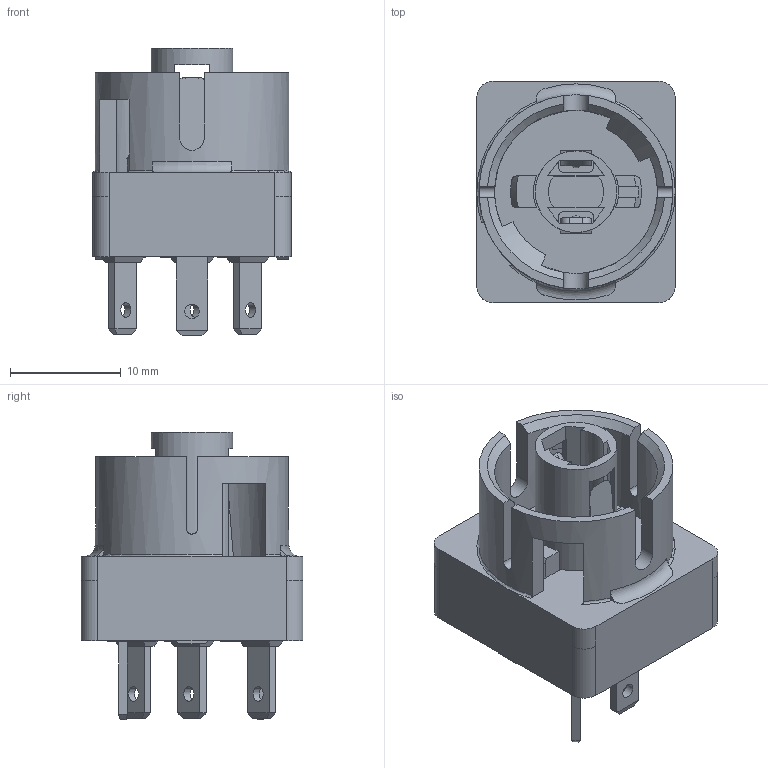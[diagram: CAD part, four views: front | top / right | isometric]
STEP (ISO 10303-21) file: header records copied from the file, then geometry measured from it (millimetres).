
FILE_DESCRIPTION(/* description */ (''),/* implementation_level */ '2;1');
FILE_NAME(/* name */ 'CTLF.stp',/* time_stamp */ '2016-04-13T12:37:33+02:00',/* author */ ('mharscher'),/* organization */ (''),/* preprocessor_version */ 'ST-DEVELOPER v15.2',/* originating_system */ 'Autodesk Inventor 2014',/* authorisation */ '');
FILE_SCHEMA (('CONFIG_CONTROL_DESIGN'));
Length unit declared in the file: centimetre
Products named in the file (1): CTLF_ipt
Bounding box: 17.9 x 20 x 25.95 mm (x, y, z)
Volume: 3495 mm3; surface area: 2921.4 mm2
Topology: 1 solids, 1 shells, 374 faces, 1021 edges, 674 vertices
Faces by surface type: plane 279, cylinder 54, bspline 27, cone 6, torus 6, sphere 2
Full cylindrical faces by diameter (mm): 1.3 x5, 3.6 x1, 7.37 x1, 17.5 x1
Entity records: 12215 total; most frequent: CARTESIAN_POINT 2922, ORIENTED_EDGE 2020, DIRECTION 1728, EDGE_CURVE 1010, LINE 770, VECTOR 770, VERTEX_POINT 671, AXIS2_PLACEMENT_3D 479
